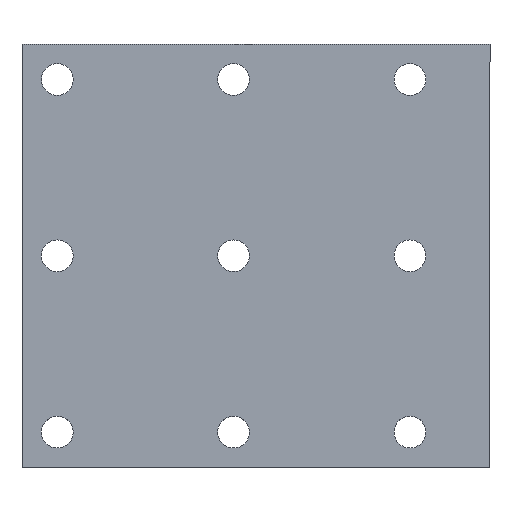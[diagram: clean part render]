
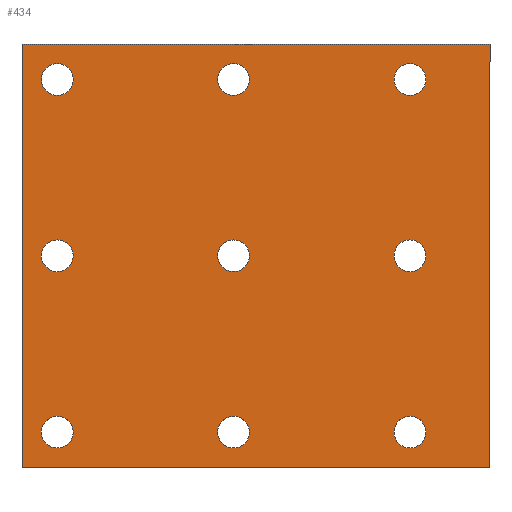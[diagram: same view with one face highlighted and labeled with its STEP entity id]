
A CAD part, top view. The second image highlights one B-rep face of the part: STEP entity #434.
In plain terms, the highlighted planar face has unit normal (0, 0, 1).
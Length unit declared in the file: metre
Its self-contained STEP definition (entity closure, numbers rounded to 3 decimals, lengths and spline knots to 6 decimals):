
#36=FACE_BOUND('',#113,.T.);
#37=FACE_BOUND('',#114,.T.);
#38=FACE_BOUND('',#115,.T.);
#39=FACE_BOUND('',#116,.T.);
#40=FACE_BOUND('',#117,.T.);
#41=FACE_BOUND('',#118,.T.);
#42=FACE_BOUND('',#119,.T.);
#43=FACE_BOUND('',#120,.T.);
#44=FACE_BOUND('',#121,.T.);
#62=CIRCLE('',#475,0.00225);
#63=CIRCLE('',#476,0.00225);
#64=CIRCLE('',#477,0.00225);
#65=CIRCLE('',#478,0.00225);
#66=CIRCLE('',#479,0.00225);
#67=CIRCLE('',#480,0.00225);
#68=CIRCLE('',#481,0.00225);
#69=CIRCLE('',#482,0.00225);
#70=CIRCLE('',#483,0.00225);
#87=FACE_OUTER_BOUND('',#112,.T.);
#112=EDGE_LOOP('',(#327,#328,#329,#330));
#113=EDGE_LOOP('',(#331));
#114=EDGE_LOOP('',(#332));
#115=EDGE_LOOP('',(#333));
#116=EDGE_LOOP('',(#334));
#117=EDGE_LOOP('',(#335));
#118=EDGE_LOOP('',(#336));
#119=EDGE_LOOP('',(#337));
#120=EDGE_LOOP('',(#338));
#121=EDGE_LOOP('',(#339));
#157=LINE('',#661,#188);
#162=LINE('',#670,#193);
#163=LINE('',#681,#194);
#164=LINE('',#682,#195);
#188=VECTOR('',#528,0.01);
#193=VECTOR('',#535,0.01);
#194=VECTOR('',#546,0.01);
#195=VECTOR('',#547,0.01);
#218=VERTEX_POINT('',#658);
#219=VERTEX_POINT('',#660);
#222=VERTEX_POINT('',#668);
#227=VERTEX_POINT('',#680);
#228=VERTEX_POINT('',#683);
#229=VERTEX_POINT('',#685);
#230=VERTEX_POINT('',#687);
#231=VERTEX_POINT('',#689);
#232=VERTEX_POINT('',#691);
#233=VERTEX_POINT('',#693);
#234=VERTEX_POINT('',#695);
#235=VERTEX_POINT('',#697);
#236=VERTEX_POINT('',#699);
#257=EDGE_CURVE('',#219,#218,#157,.T.);
#262=EDGE_CURVE('',#218,#222,#162,.T.);
#267=EDGE_CURVE('',#222,#227,#163,.T.);
#268=EDGE_CURVE('',#227,#219,#164,.T.);
#269=EDGE_CURVE('',#228,#228,#62,.T.);
#270=EDGE_CURVE('',#229,#229,#63,.T.);
#271=EDGE_CURVE('',#230,#230,#64,.T.);
#272=EDGE_CURVE('',#231,#231,#65,.T.);
#273=EDGE_CURVE('',#232,#232,#66,.T.);
#274=EDGE_CURVE('',#233,#233,#67,.T.);
#275=EDGE_CURVE('',#234,#234,#68,.T.);
#276=EDGE_CURVE('',#235,#235,#69,.T.);
#277=EDGE_CURVE('',#236,#236,#70,.T.);
#327=ORIENTED_EDGE('',*,*,#267,.T.);
#328=ORIENTED_EDGE('',*,*,#268,.T.);
#329=ORIENTED_EDGE('',*,*,#257,.T.);
#330=ORIENTED_EDGE('',*,*,#262,.T.);
#331=ORIENTED_EDGE('',*,*,#269,.T.);
#332=ORIENTED_EDGE('',*,*,#270,.T.);
#333=ORIENTED_EDGE('',*,*,#271,.T.);
#334=ORIENTED_EDGE('',*,*,#272,.T.);
#335=ORIENTED_EDGE('',*,*,#273,.T.);
#336=ORIENTED_EDGE('',*,*,#274,.T.);
#337=ORIENTED_EDGE('',*,*,#275,.T.);
#338=ORIENTED_EDGE('',*,*,#276,.T.);
#339=ORIENTED_EDGE('',*,*,#277,.T.);
#426=PLANE('',#474);
#434=ADVANCED_FACE('',(#87,#36,#37,#38,#39,#40,#41,#42,#43,#44),#426,.T.);
#474=AXIS2_PLACEMENT_3D('',#679,#544,#545);
#475=AXIS2_PLACEMENT_3D('',#684,#548,#549);
#476=AXIS2_PLACEMENT_3D('',#686,#550,#551);
#477=AXIS2_PLACEMENT_3D('',#688,#552,#553);
#478=AXIS2_PLACEMENT_3D('',#690,#554,#555);
#479=AXIS2_PLACEMENT_3D('',#692,#556,#557);
#480=AXIS2_PLACEMENT_3D('',#694,#558,#559);
#481=AXIS2_PLACEMENT_3D('',#696,#560,#561);
#482=AXIS2_PLACEMENT_3D('',#698,#562,#563);
#483=AXIS2_PLACEMENT_3D('',#700,#564,#565);
#528=DIRECTION('',(1.,0.,0.));
#535=DIRECTION('',(0.,1.,0.));
#544=DIRECTION('center_axis',(0.,0.,1.));
#545=DIRECTION('ref_axis',(0.,-1.,0.));
#546=DIRECTION('',(-1.,0.,0.));
#547=DIRECTION('',(0.,-1.,0.));
#548=DIRECTION('center_axis',(0.,0.,-1.));
#549=DIRECTION('ref_axis',(1.,0.,0.));
#550=DIRECTION('center_axis',(0.,0.,-1.));
#551=DIRECTION('ref_axis',(1.,0.,0.));
#552=DIRECTION('center_axis',(0.,0.,-1.));
#553=DIRECTION('ref_axis',(1.,0.,0.));
#554=DIRECTION('center_axis',(0.,0.,-1.));
#555=DIRECTION('ref_axis',(1.,0.,0.));
#556=DIRECTION('center_axis',(0.,0.,-1.));
#557=DIRECTION('ref_axis',(1.,0.,0.));
#558=DIRECTION('center_axis',(0.,0.,-1.));
#559=DIRECTION('ref_axis',(1.,0.,0.));
#560=DIRECTION('center_axis',(0.,0.,-1.));
#561=DIRECTION('ref_axis',(1.,0.,0.));
#562=DIRECTION('center_axis',(0.,0.,-1.));
#563=DIRECTION('ref_axis',(1.,0.,0.));
#564=DIRECTION('center_axis',(0.,0.,-1.));
#565=DIRECTION('ref_axis',(1.,0.,0.));
#658=CARTESIAN_POINT('',(-0.014874,-0.467834,-0.09459));
#660=CARTESIAN_POINT('',(-0.081224,-0.467834,-0.09459));
#661=CARTESIAN_POINT('',(-0.021224,-0.467834,-0.09459));
#668=CARTESIAN_POINT('',(-0.014874,-0.407834,-0.09459));
#670=CARTESIAN_POINT('',(-0.014874,-0.422834,-0.09459));
#679=CARTESIAN_POINT('Origin',(-0.021224,-0.380877,-0.09459));
#680=CARTESIAN_POINT('',(-0.081224,-0.407834,-0.09459));
#681=CARTESIAN_POINT('',(-0.059874,-0.407834,-0.09459));
#682=CARTESIAN_POINT('',(-0.081224,-0.467834,-0.09459));
#683=CARTESIAN_POINT('',(-0.078474,-0.437834,-0.09459));
#684=CARTESIAN_POINT('Origin',(-0.076224,-0.437834,-0.09459));
#685=CARTESIAN_POINT('',(-0.053474,-0.437834,-0.09459));
#686=CARTESIAN_POINT('Origin',(-0.051224,-0.437834,-0.09459));
#687=CARTESIAN_POINT('',(-0.028474,-0.462834,-0.09459));
#688=CARTESIAN_POINT('Origin',(-0.026224,-0.462834,-0.09459));
#689=CARTESIAN_POINT('',(-0.028474,-0.412834,-0.09459));
#690=CARTESIAN_POINT('Origin',(-0.026224,-0.412834,-0.09459));
#691=CARTESIAN_POINT('',(-0.053474,-0.412834,-0.09459));
#692=CARTESIAN_POINT('Origin',(-0.051224,-0.412834,-0.09459));
#693=CARTESIAN_POINT('',(-0.028474,-0.437834,-0.09459));
#694=CARTESIAN_POINT('Origin',(-0.026224,-0.437834,-0.09459));
#695=CARTESIAN_POINT('',(-0.053474,-0.462834,-0.09459));
#696=CARTESIAN_POINT('Origin',(-0.051224,-0.462834,-0.09459));
#697=CARTESIAN_POINT('',(-0.078474,-0.462834,-0.09459));
#698=CARTESIAN_POINT('Origin',(-0.076224,-0.462834,-0.09459));
#699=CARTESIAN_POINT('',(-0.078474,-0.412834,-0.09459));
#700=CARTESIAN_POINT('Origin',(-0.076224,-0.412834,-0.09459));
